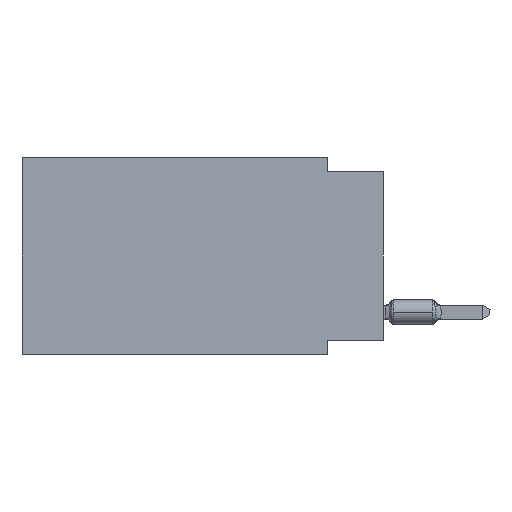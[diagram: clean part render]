
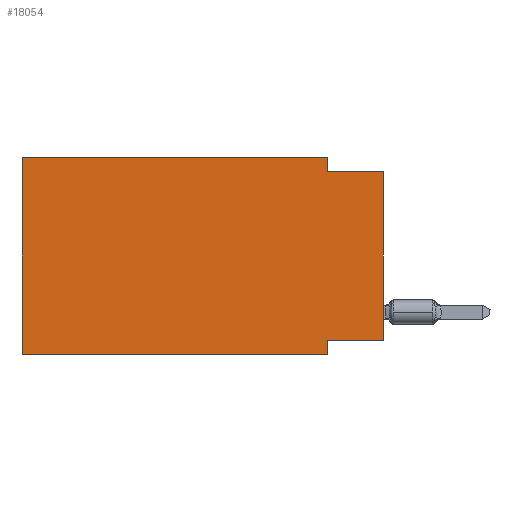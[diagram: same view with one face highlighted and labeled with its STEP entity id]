
A CAD part, left-side view. The second image highlights one B-rep face of the part: STEP entity #18054.
In plain terms, the highlighted planar face has unit normal (-1, 0, 0).
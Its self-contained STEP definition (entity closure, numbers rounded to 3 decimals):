
#444 = VECTOR ( 'NONE', #17090, 1000. ) ;
#1038 = DIRECTION ( 'NONE',  ( 0., 0., 1. ) ) ;
#1254 = ORIENTED_EDGE ( 'NONE', *, *, #13414, .F. ) ;
#1732 = CARTESIAN_POINT ( 'NONE',  ( 0., 16.383, -8.89 ) ) ;
#2262 = VERTEX_POINT ( 'NONE', #17960 ) ;
#2480 = ORIENTED_EDGE ( 'NONE', *, *, #17135, .F. ) ;
#2872 = CARTESIAN_POINT ( 'NONE',  ( 0., 2.54, -8.255 ) ) ;
#3171 = VERTEX_POINT ( 'NONE', #2872 ) ;
#3460 = VERTEX_POINT ( 'NONE', #19355 ) ;
#3627 = FACE_OUTER_BOUND ( 'NONE', #16955, .T. ) ;
#3644 = CARTESIAN_POINT ( 'NONE',  ( 0., 16.383, 0. ) ) ;
#3840 = VERTEX_POINT ( 'NONE', #8935 ) ;
#4116 = EDGE_CURVE ( 'NONE', #3460, #9299, #22344, .T. ) ;
#4316 = VERTEX_POINT ( 'NONE', #18138 ) ;
#4455 = VECTOR ( 'NONE', #7144, 1000. ) ;
#5056 = LINE ( 'NONE', #5474, #12111 ) ;
#5474 = CARTESIAN_POINT ( 'NONE',  ( 0., 0., 0. ) ) ;
#6022 = CARTESIAN_POINT ( 'NONE',  ( 0., 0., -8.255 ) ) ;
#6485 = VERTEX_POINT ( 'NONE', #18771 ) ;
#6500 = LINE ( 'NONE', #3644, #25176 ) ;
#7144 = DIRECTION ( 'NONE',  ( 0., 0., -1. ) ) ;
#8811 = LINE ( 'NONE', #15333, #4455 ) ;
#8935 = CARTESIAN_POINT ( 'NONE',  ( 0., 2.54, -8.89 ) ) ;
#9299 = VERTEX_POINT ( 'NONE', #26082 ) ;
#9872 = PLANE ( 'NONE',  #17737 ) ;
#9896 = ORIENTED_EDGE ( 'NONE', *, *, #22419, .F. ) ;
#10167 = CARTESIAN_POINT ( 'NONE',  ( 0., 16.383, 0. ) ) ;
#10183 = EDGE_CURVE ( 'NONE', #4316, #3840, #20595, .T. ) ;
#10795 = VECTOR ( 'NONE', #18652, 1000. ) ;
#10884 = CARTESIAN_POINT ( 'NONE',  ( 0., 2.54, 0. ) ) ;
#10982 = CARTESIAN_POINT ( 'NONE',  ( 0., 0., -0.635 ) ) ;
#11294 = LINE ( 'NONE', #10884, #25594 ) ;
#12111 = VECTOR ( 'NONE', #1038, 1000. ) ;
#12328 = CARTESIAN_POINT ( 'NONE',  ( 0., 0., -0.635 ) ) ;
#12809 = EDGE_CURVE ( 'NONE', #6485, #20468, #5056, .T. ) ;
#12903 = EDGE_CURVE ( 'NONE', #6485, #3171, #20874, .T. ) ;
#13414 = EDGE_CURVE ( 'NONE', #2262, #20468, #17367, .T. ) ;
#15223 = VECTOR ( 'NONE', #20728, 1000. ) ;
#15326 = ORIENTED_EDGE ( 'NONE', *, *, #4116, .F. ) ;
#15333 = CARTESIAN_POINT ( 'NONE',  ( 0., 2.54, -8.89 ) ) ;
#15793 = VECTOR ( 'NONE', #18624, 1000. ) ;
#15850 = DIRECTION ( 'NONE',  ( 1., 0., 0. ) ) ;
#16955 = EDGE_LOOP ( 'NONE', ( #22599, #1254, #18814, #15326, #2480, #20177, #9896, #20466 ) ) ;
#17090 = DIRECTION ( 'NONE',  ( 0., -1., 0. ) ) ;
#17135 = EDGE_CURVE ( 'NONE', #4316, #3460, #6500, .T. ) ;
#17367 = LINE ( 'NONE', #10982, #444 ) ;
#17737 = AXIS2_PLACEMENT_3D ( 'NONE', #26619, #15850, #18326 ) ;
#17960 = CARTESIAN_POINT ( 'NONE',  ( 0., 2.54, -0.635 ) ) ;
#18054 = ADVANCED_FACE ( 'NONE', ( #3627 ), #9872, .F. ) ;
#18138 = CARTESIAN_POINT ( 'NONE',  ( 0., 16.383, -8.89 ) ) ;
#18326 = DIRECTION ( 'NONE',  ( 0., 0., -1. ) ) ;
#18624 = DIRECTION ( 'NONE',  ( 0., -1., 0. ) ) ;
#18652 = DIRECTION ( 'NONE',  ( 0., -1., 0. ) ) ;
#18771 = CARTESIAN_POINT ( 'NONE',  ( 0., 0., -8.255 ) ) ;
#18814 = ORIENTED_EDGE ( 'NONE', *, *, #25135, .F. ) ;
#19355 = CARTESIAN_POINT ( 'NONE',  ( 0., 16.383, 0. ) ) ;
#19472 = DIRECTION ( 'NONE',  ( 0., 0., -1. ) ) ;
#20177 = ORIENTED_EDGE ( 'NONE', *, *, #10183, .T. ) ;
#20466 = ORIENTED_EDGE ( 'NONE', *, *, #12903, .F. ) ;
#20468 = VERTEX_POINT ( 'NONE', #12328 ) ;
#20570 = DIRECTION ( 'NONE',  ( 0., 0., 1. ) ) ;
#20595 = LINE ( 'NONE', #1732, #10795 ) ;
#20728 = DIRECTION ( 'NONE',  ( 0., 1., 0. ) ) ;
#20874 = LINE ( 'NONE', #6022, #15223 ) ;
#22344 = LINE ( 'NONE', #10167, #15793 ) ;
#22419 = EDGE_CURVE ( 'NONE', #3171, #3840, #8811, .T. ) ;
#22599 = ORIENTED_EDGE ( 'NONE', *, *, #12809, .T. ) ;
#25135 = EDGE_CURVE ( 'NONE', #9299, #2262, #11294, .T. ) ;
#25176 = VECTOR ( 'NONE', #20570, 1000. ) ;
#25594 = VECTOR ( 'NONE', #19472, 1000. ) ;
#26082 = CARTESIAN_POINT ( 'NONE',  ( 0., 2.54, 0. ) ) ;
#26619 = CARTESIAN_POINT ( 'NONE',  ( 0., 16.383, 0. ) ) ;
